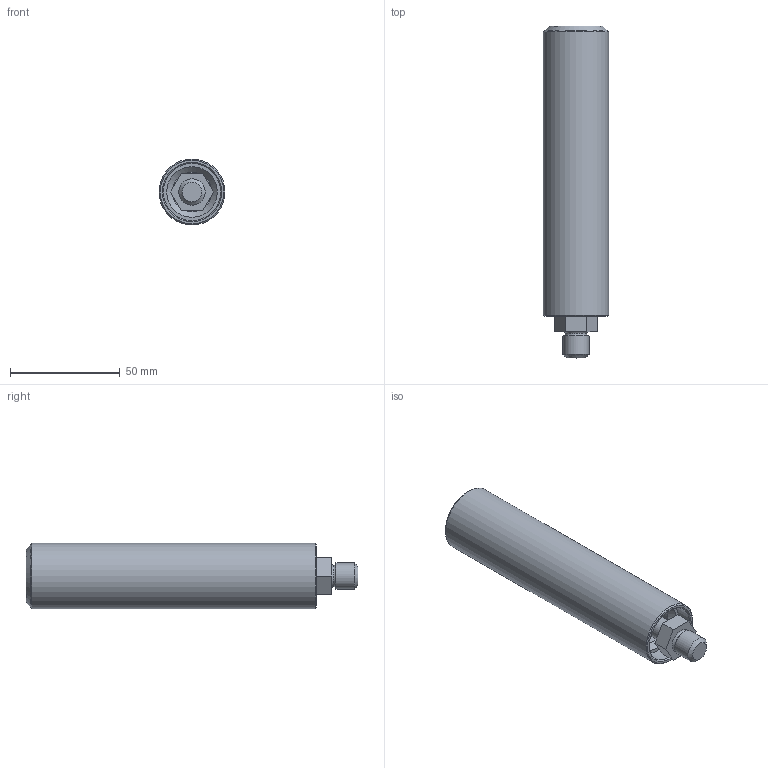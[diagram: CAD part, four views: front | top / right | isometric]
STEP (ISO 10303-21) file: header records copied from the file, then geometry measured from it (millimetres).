
FILE_DESCRIPTION (( 'STEP AP203' ), '1' );
FILE_NAME ('220511 STEP 1256.STEP', '2022-05-11T14:27:29', ( '' ), ( '' ), 'SwSTEP 2.0', 'SolidWorks 2021', '' );
FILE_SCHEMA (( 'CONFIG_CONTROL_DESIGN' ));
Length unit declared in the file: millimetre
Products named in the file (1): 220511 STEP 1256
Bounding box: 30 x 151 x 30 mm (x, y, z)
Surface area: 20726.1 mm2 (no closed solid volume)
Topology: 0 solids, 5 shells, 25 faces, 57 edges, 38 vertices
Faces by surface type: plane 12, cone 6, cylinder 5, torus 2
Full cylindrical faces by diameter (mm): 10 x1, 12 x1, 18 x1, 26 x1, 30 x1
Entity records: 670 total; most frequent: DIRECTION 112, CARTESIAN_POINT 98, ORIENTED_EDGE 65, AXIS2_PLACEMENT_3D 47, EDGE_LOOP 42, EDGE_CURVE 39, VERTEX_POINT 33, FACE_OUTER_BOUND 32
